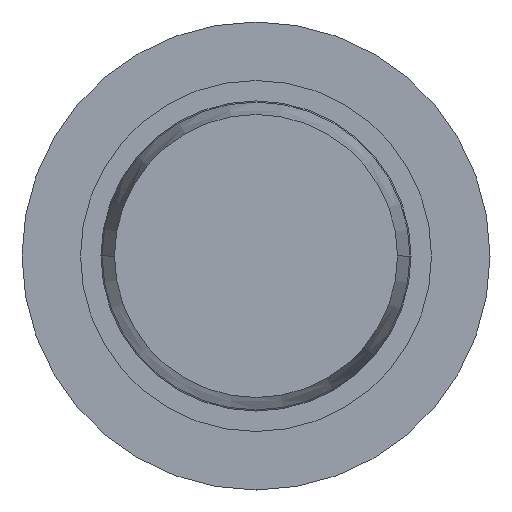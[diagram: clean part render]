
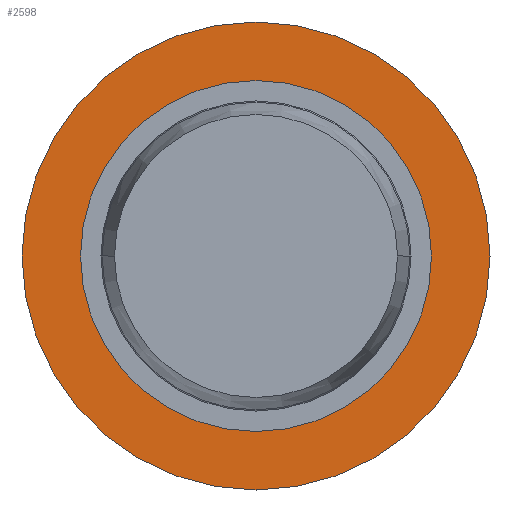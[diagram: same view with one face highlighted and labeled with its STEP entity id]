
A CAD part, front view. The second image highlights one B-rep face of the part: STEP entity #2598.
In plain terms, the highlighted planar face has unit normal (0, -1, 0).
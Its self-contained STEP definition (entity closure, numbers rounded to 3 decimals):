
#13 = CIRCLE ( 'NONE', #315, 2. ) ;
#122 = FACE_BOUND ( 'NONE', #2724, .T. ) ;
#150 = EDGE_CURVE ( 'Defeature ausgef�hrt1_12+Defeature ausgef�hrt1_11+Defeature ausgef�hrt1_11+Defeature ausgef�hrt1_11', #4235, #2064, #1172, .T. ) ;
#168 = PLANE ( 'NONE',  #3328 ) ;
#315 = AXIS2_PLACEMENT_3D ( 'NONE', #4164, #3136, #3182 ) ;
#484 = FACE_OUTER_BOUND ( 'NONE', #3543, .T. ) ;
#628 = DIRECTION ( 'NONE',  ( 0., 0., 1. ) ) ;
#734 = CARTESIAN_POINT ( 'NONE',  ( 0., 5.3, -2. ) ) ;
#749 = AXIS2_PLACEMENT_3D ( 'NONE', #4280, #2577, #775 ) ;
#774 = ORIENTED_EDGE ( 'NONE', *, *, #150, .T. ) ;
#775 = DIRECTION ( 'NONE',  ( 0., 0., 1. ) ) ;
#862 = CARTESIAN_POINT ( 'NONE',  ( 0., 5.3, 2. ) ) ;
#952 = EDGE_CURVE ( 'Defeature ausgef�hrt1_13+Defeature ausgef�hrt1_12+Defeature ausgef�hrt1_12+Defeature ausgef�hrt1_12', #2229, #3298, #13, .T. ) ;
#1017 = ORIENTED_EDGE ( 'NONE', *, *, #952, .F. ) ;
#1077 = CARTESIAN_POINT ( 'NONE',  ( 0., 5.3, 0. ) ) ;
#1172 = CIRCLE ( 'NONE', #3386, 0.9 ) ;
#1348 = EDGE_CURVE ( 'Defeature ausgef�hrt1_12+Defeature ausgef�hrt1_11+Defeature ausgef�hrt1_11+Defeature ausgef�hrt1_11', #2064, #4235, #2670, .T. ) ;
#1698 = CARTESIAN_POINT ( 'NONE',  ( 0., 5.3, -0.9 ) ) ;
#1703 = DIRECTION ( 'NONE',  ( 0., 0., 1. ) ) ;
#1853 = ORIENTED_EDGE ( 'NONE', *, *, #3682, .F. ) ;
#2064 = VERTEX_POINT ( 'NONE', #3125 ) ;
#2184 = ORIENTED_EDGE ( 'NONE', *, *, #1348, .T. ) ;
#2229 = VERTEX_POINT ( 'NONE', #862 ) ;
#2438 = DIRECTION ( 'NONE',  ( 0., 1., 0. ) ) ;
#2577 = DIRECTION ( 'NONE',  ( 0., 1., 0. ) ) ;
#2598 = ADVANCED_FACE ( 'Defeature ausgef�hrt1_12', ( #484, #122 ), #168, .F. ) ;
#2670 = CIRCLE ( 'NONE', #749, 0.9 ) ;
#2724 = EDGE_LOOP ( 'NONE', ( #2184, #774 ) ) ;
#2965 = CIRCLE ( 'NONE', #4101, 2. ) ;
#3125 = CARTESIAN_POINT ( 'NONE',  ( 0., 5.3, 0.9 ) ) ;
#3136 = DIRECTION ( 'NONE',  ( 0., 1., 0. ) ) ;
#3182 = DIRECTION ( 'NONE',  ( 0., 0., 1. ) ) ;
#3215 = DIRECTION ( 'NONE',  ( 0., 0., 1. ) ) ;
#3298 = VERTEX_POINT ( 'NONE', #734 ) ;
#3328 = AXIS2_PLACEMENT_3D ( 'NONE', #4215, #3948, #3215 ) ;
#3386 = AXIS2_PLACEMENT_3D ( 'NONE', #1077, #2438, #1703 ) ;
#3543 = EDGE_LOOP ( 'NONE', ( #1017, #1853 ) ) ;
#3668 = DIRECTION ( 'NONE',  ( 0., 1., 0. ) ) ;
#3682 = EDGE_CURVE ( 'Defeature ausgef�hrt1_13+Defeature ausgef�hrt1_12+Defeature ausgef�hrt1_12+Defeature ausgef�hrt1_12', #3298, #2229, #2965, .T. ) ;
#3895 = CARTESIAN_POINT ( 'NONE',  ( 0., 5.3, 0. ) ) ;
#3948 = DIRECTION ( 'NONE',  ( 0., 1., 0. ) ) ;
#4101 = AXIS2_PLACEMENT_3D ( 'NONE', #3895, #3668, #628 ) ;
#4164 = CARTESIAN_POINT ( 'NONE',  ( 0., 5.3, 0. ) ) ;
#4215 = CARTESIAN_POINT ( 'NONE',  ( 2., 5.3, 0. ) ) ;
#4235 = VERTEX_POINT ( 'NONE', #1698 ) ;
#4280 = CARTESIAN_POINT ( 'NONE',  ( 0., 5.3, 0. ) ) ;
